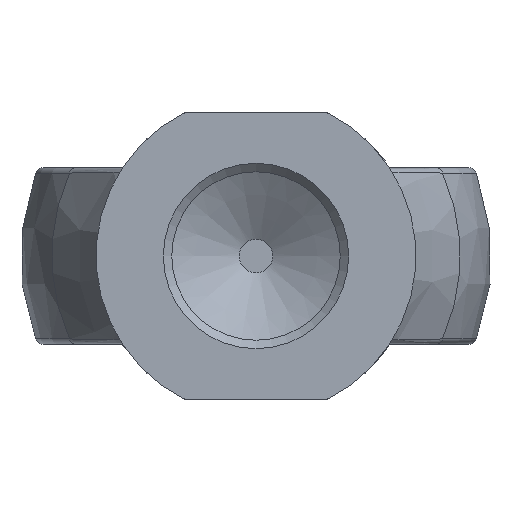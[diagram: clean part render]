
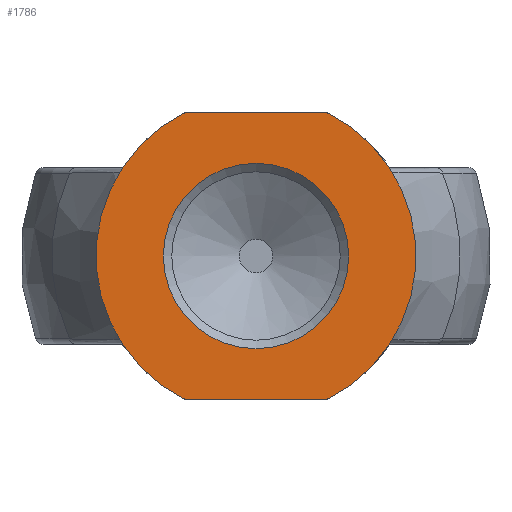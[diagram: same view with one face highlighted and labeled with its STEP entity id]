
A CAD part, front view. The second image highlights one B-rep face of the part: STEP entity #1786.
In plain terms, the highlighted planar face has unit normal (0, -1, 0).
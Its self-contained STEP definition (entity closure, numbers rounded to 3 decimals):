
#4 = DIRECTION ( 'NONE',  ( 0., -1., 0. ) ) ;
#85 = EDGE_CURVE ( 'NONE', #2005, #1816, #1681, .T. ) ;
#154 = CIRCLE ( 'NONE', #2373, 9.5 ) ;
#202 = VECTOR ( 'NONE', #468, 1000. ) ;
#213 = VERTEX_POINT ( 'NONE', #841 ) ;
#237 = LINE ( 'NONE', #2344, #759 ) ;
#282 = VERTEX_POINT ( 'NONE', #864 ) ;
#286 = CARTESIAN_POINT ( 'NONE',  ( 0., -43., 0. ) ) ;
#310 = CARTESIAN_POINT ( 'NONE',  ( -4.195, -43., -8.5 ) ) ;
#393 = DIRECTION ( 'NONE',  ( 0., 0., -1. ) ) ;
#410 = EDGE_CURVE ( 'NONE', #880, #1816, #2363, .T. ) ;
#420 = DIRECTION ( 'NONE',  ( 0., 0., -1. ) ) ;
#468 = DIRECTION ( 'NONE',  ( -1., 0., 0. ) ) ;
#483 = ORIENTED_EDGE ( 'NONE', *, *, #410, .F. ) ;
#510 = AXIS2_PLACEMENT_3D ( 'NONE', #1119, #1920, #2536 ) ;
#577 = FACE_BOUND ( 'NONE', #2626, .T. ) ;
#585 = CARTESIAN_POINT ( 'NONE',  ( -4.285, -43., 8.478 ) ) ;
#591 = AXIS2_PLACEMENT_3D ( 'NONE', #286, #2392, #2346 ) ;
#646 = ORIENTED_EDGE ( 'NONE', *, *, #1551, .T. ) ;
#673 = DIRECTION ( 'NONE',  ( 0., 0., -1. ) ) ;
#759 = VECTOR ( 'NONE', #1881, 1000. ) ;
#797 = CARTESIAN_POINT ( 'NONE',  ( -4.195, -43., 8.5 ) ) ;
#829 = DIRECTION ( 'NONE',  ( 0., 0., -1. ) ) ;
#841 = CARTESIAN_POINT ( 'NONE',  ( 4.285, -43., 8.478 ) ) ;
#862 = DIRECTION ( 'NONE',  ( 0., -1., 0. ) ) ;
#864 = CARTESIAN_POINT ( 'NONE',  ( 0., -43., -5.5 ) ) ;
#880 = VERTEX_POINT ( 'NONE', #1981 ) ;
#908 = CARTESIAN_POINT ( 'NONE',  ( -4.195, -43., -8.3 ) ) ;
#920 = DIRECTION ( 'NONE',  ( 0., 0., -1. ) ) ;
#976 = AXIS2_PLACEMENT_3D ( 'NONE', #2331, #1490, #2498 ) ;
#1117 = CIRCLE ( 'NONE', #976, 0.2 ) ;
#1119 = CARTESIAN_POINT ( 'NONE',  ( 0., -43., 0. ) ) ;
#1136 = DIRECTION ( 'NONE',  ( 0., -1., 0. ) ) ;
#1157 = CIRCLE ( 'NONE', #2544, 0.2 ) ;
#1168 = ORIENTED_EDGE ( 'NONE', *, *, #85, .T. ) ;
#1171 = ORIENTED_EDGE ( 'NONE', *, *, #2134, .T. ) ;
#1180 = EDGE_CURVE ( 'NONE', #282, #282, #2003, .T. ) ;
#1234 = CARTESIAN_POINT ( 'NONE',  ( 0., -43., 0. ) ) ;
#1258 = ORIENTED_EDGE ( 'NONE', *, *, #2620, .T. ) ;
#1267 = CARTESIAN_POINT ( 'NONE',  ( -14., -43., -8.5 ) ) ;
#1278 = VERTEX_POINT ( 'NONE', #2550 ) ;
#1394 = PLANE ( 'NONE',  #2616 ) ;
#1398 = CARTESIAN_POINT ( 'NONE',  ( -4.285, -43., -8.478 ) ) ;
#1428 = CARTESIAN_POINT ( 'NONE',  ( 4.195, -43., -8.3 ) ) ;
#1476 = VERTEX_POINT ( 'NONE', #1510 ) ;
#1480 = CARTESIAN_POINT ( 'NONE',  ( -4.195, -43., 8.3 ) ) ;
#1488 = ORIENTED_EDGE ( 'NONE', *, *, #2653, .F. ) ;
#1490 = DIRECTION ( 'NONE',  ( 0., -1., 0. ) ) ;
#1510 = CARTESIAN_POINT ( 'NONE',  ( 4.195, -43., 8.5 ) ) ;
#1551 = EDGE_CURVE ( 'NONE', #2301, #2199, #1157, .T. ) ;
#1665 = CIRCLE ( 'NONE', #2587, 0.2 ) ;
#1681 = CIRCLE ( 'NONE', #2513, 0.2 ) ;
#1754 = CIRCLE ( 'NONE', #591, 9.5 ) ;
#1786 = ADVANCED_FACE ( 'NONE', ( #577, #1810 ), #1394, .T. ) ;
#1810 = FACE_OUTER_BOUND ( 'NONE', #1967, .T. ) ;
#1816 = VERTEX_POINT ( 'NONE', #310 ) ;
#1869 = DIRECTION ( 'NONE',  ( 0., -1., 0. ) ) ;
#1881 = DIRECTION ( 'NONE',  ( 1., 0., 0. ) ) ;
#1884 = ORIENTED_EDGE ( 'NONE', *, *, #2606, .T. ) ;
#1920 = DIRECTION ( 'NONE',  ( 0., 1., 0. ) ) ;
#1967 = EDGE_LOOP ( 'NONE', ( #1171, #1168, #483, #2166, #1884, #1258, #1488, #646 ) ) ;
#1981 = CARTESIAN_POINT ( 'NONE',  ( 4.195, -43., -8.5 ) ) ;
#2003 = CIRCLE ( 'NONE', #510, 5.5 ) ;
#2005 = VERTEX_POINT ( 'NONE', #1398 ) ;
#2134 = EDGE_CURVE ( 'NONE', #2199, #2005, #1754, .T. ) ;
#2166 = ORIENTED_EDGE ( 'NONE', *, *, #2398, .T. ) ;
#2199 = VERTEX_POINT ( 'NONE', #585 ) ;
#2203 = ORIENTED_EDGE ( 'NONE', *, *, #1180, .T. ) ;
#2226 = CARTESIAN_POINT ( 'NONE',  ( 0., -43., 0. ) ) ;
#2241 = DIRECTION ( 'NONE',  ( 0., -1., 0. ) ) ;
#2301 = VERTEX_POINT ( 'NONE', #797 ) ;
#2331 = CARTESIAN_POINT ( 'NONE',  ( 4.195, -43., 8.3 ) ) ;
#2344 = CARTESIAN_POINT ( 'NONE',  ( -14., -43., 8.5 ) ) ;
#2346 = DIRECTION ( 'NONE',  ( 0., 0., -1. ) ) ;
#2363 = LINE ( 'NONE', #1267, #202 ) ;
#2373 = AXIS2_PLACEMENT_3D ( 'NONE', #1234, #1869, #420 ) ;
#2392 = DIRECTION ( 'NONE',  ( 0., -1., 0. ) ) ;
#2398 = EDGE_CURVE ( 'NONE', #880, #1278, #1665, .T. ) ;
#2498 = DIRECTION ( 'NONE',  ( 0., 0., -1. ) ) ;
#2513 = AXIS2_PLACEMENT_3D ( 'NONE', #908, #862, #673 ) ;
#2536 = DIRECTION ( 'NONE',  ( 0., 0., -1. ) ) ;
#2544 = AXIS2_PLACEMENT_3D ( 'NONE', #1480, #1136, #920 ) ;
#2550 = CARTESIAN_POINT ( 'NONE',  ( 4.285, -43., -8.478 ) ) ;
#2587 = AXIS2_PLACEMENT_3D ( 'NONE', #1428, #4, #829 ) ;
#2606 = EDGE_CURVE ( 'NONE', #1278, #213, #154, .T. ) ;
#2616 = AXIS2_PLACEMENT_3D ( 'NONE', #2226, #2241, #393 ) ;
#2620 = EDGE_CURVE ( 'NONE', #213, #1476, #1117, .T. ) ;
#2626 = EDGE_LOOP ( 'NONE', ( #2203 ) ) ;
#2653 = EDGE_CURVE ( 'NONE', #2301, #1476, #237, .T. ) ;
